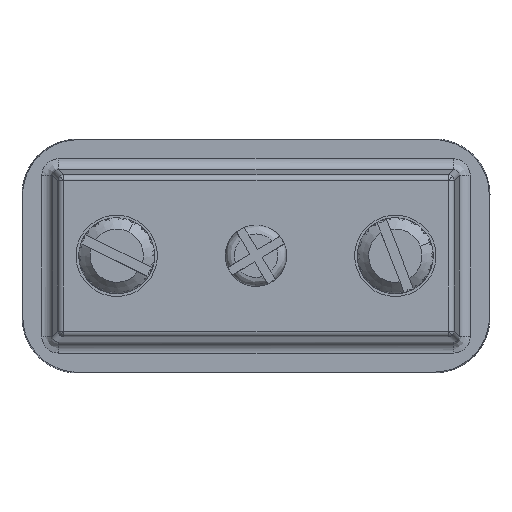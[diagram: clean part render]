
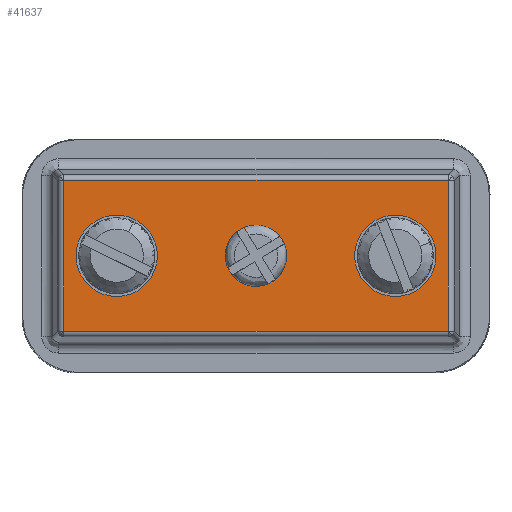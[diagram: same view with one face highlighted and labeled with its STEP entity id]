
A CAD part, top view. The second image highlights one B-rep face of the part: STEP entity #41637.
In plain terms, the highlighted planar face has unit normal (0, 0, 1).
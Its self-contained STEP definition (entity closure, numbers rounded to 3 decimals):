
#1472 = CARTESIAN_POINT ( 'NONE',  ( 2.377, 2.402, 7.5 ) ) ;
#2961 = DIRECTION ( 'NONE',  ( 1., 0., 0. ) ) ;
#3016 = CARTESIAN_POINT ( 'NONE',  ( 9.15, 19.675, 7.5 ) ) ;
#3045 = VERTEX_POINT ( 'NONE', #35756 ) ;
#3259 = EDGE_CURVE ( 'NONE', #36167, #33335, #43310, .T. ) ;
#4708 = VERTEX_POINT ( 'NONE', #11763 ) ;
#5086 = EDGE_LOOP ( 'NONE', ( #17039, #47541 ) ) ;
#6740 = EDGE_CURVE ( 'NONE', #4708, #8580, #45104, .T. ) ;
#6797 = DIRECTION ( 'NONE',  ( 1., 0., 0. ) ) ;
#6968 = DIRECTION ( 'NONE',  ( -1., 0., 0. ) ) ;
#7040 = DIRECTION ( 'NONE',  ( 0., 0., -1. ) ) ;
#7050 = FACE_BOUND ( 'NONE', #24599, .T. ) ;
#7688 = CARTESIAN_POINT ( 'NONE',  ( 2.377, 36.948, 7.5 ) ) ;
#7845 = CIRCLE ( 'NONE', #47217, 3.65 ) ;
#8580 = VERTEX_POINT ( 'NONE', #42103 ) ;
#8644 = AXIS2_PLACEMENT_3D ( 'NONE', #32886, #21061, #14039 ) ;
#8717 = CIRCLE ( 'NONE', #17180, 3.65 ) ;
#9922 = DIRECTION ( 'NONE',  ( 0., 0., -1. ) ) ;
#10578 = EDGE_CURVE ( 'NONE', #8580, #4708, #22238, .T. ) ;
#11763 = CARTESIAN_POINT ( 'NONE',  ( 5.5, 32.175, 7.5 ) ) ;
#12525 = DIRECTION ( 'NONE',  ( 1., 0., 0. ) ) ;
#13162 = CARTESIAN_POINT ( 'NONE',  ( 9.15, 19.675, 7.5 ) ) ;
#13296 = DIRECTION ( 'NONE',  ( 1., 0., 0. ) ) ;
#14039 = DIRECTION ( 'NONE',  ( 1., 0., 0. ) ) ;
#14666 = CIRCLE ( 'NONE', #23182, 2.5 ) ;
#14784 = VECTOR ( 'NONE', #41666, 1000. ) ;
#15562 = LINE ( 'NONE', #42368, #14784 ) ;
#15722 = EDGE_CURVE ( 'NONE', #41012, #45518, #46574, .T. ) ;
#16680 = DIRECTION ( 'NONE',  ( 0., 0., -1. ) ) ;
#16970 = EDGE_LOOP ( 'NONE', ( #42852, #21363 ) ) ;
#17039 = ORIENTED_EDGE ( 'NONE', *, *, #10578, .T. ) ;
#17180 = AXIS2_PLACEMENT_3D ( 'NONE', #25393, #7040, #2961 ) ;
#17231 = DIRECTION ( 'NONE',  ( 0., 0., -1. ) ) ;
#17429 = FACE_BOUND ( 'NONE', #16970, .T. ) ;
#17823 = CARTESIAN_POINT ( 'NONE',  ( 15.923, 36.948, 7.5 ) ) ;
#17876 = EDGE_CURVE ( 'NONE', #3045, #37869, #7845, .T. ) ;
#18029 = DIRECTION ( 'NONE',  ( 0., -1., 0. ) ) ;
#18065 = CARTESIAN_POINT ( 'NONE',  ( 0., 36.948, 7.5 ) ) ;
#18935 = CARTESIAN_POINT ( 'NONE',  ( 0., 2.402, 7.5 ) ) ;
#20302 = ORIENTED_EDGE ( 'NONE', *, *, #39555, .T. ) ;
#21061 = DIRECTION ( 'NONE',  ( 0., 0., 1. ) ) ;
#21363 = ORIENTED_EDGE ( 'NONE', *, *, #17876, .T. ) ;
#22238 = CIRCLE ( 'NONE', #26887, 3.65 ) ;
#22570 = CARTESIAN_POINT ( 'NONE',  ( 12.8, 7.175, 7.5 ) ) ;
#23182 = AXIS2_PLACEMENT_3D ( 'NONE', #3016, #17231, #28360 ) ;
#23997 = EDGE_LOOP ( 'NONE', ( #40176, #32156, #36775, #44378 ) ) ;
#24246 = AXIS2_PLACEMENT_3D ( 'NONE', #27345, #9922, #6797 ) ;
#24599 = EDGE_LOOP ( 'NONE', ( #20302, #29891 ) ) ;
#24773 = AXIS2_PLACEMENT_3D ( 'NONE', #13162, #31768, #38799 ) ;
#24831 = CARTESIAN_POINT ( 'NONE',  ( 11.65, 19.675, 7.5 ) ) ;
#25321 = LINE ( 'NONE', #18065, #29533 ) ;
#25393 = CARTESIAN_POINT ( 'NONE',  ( 9.15, 7.175, 7.5 ) ) ;
#25827 = CARTESIAN_POINT ( 'NONE',  ( 6.65, 19.675, 7.5 ) ) ;
#26007 = CARTESIAN_POINT ( 'NONE',  ( 15.923, 2.402, 7.5 ) ) ;
#26430 = DIRECTION ( 'NONE',  ( 1., 0., 0. ) ) ;
#26887 = AXIS2_PLACEMENT_3D ( 'NONE', #46421, #16680, #13296 ) ;
#27345 = CARTESIAN_POINT ( 'NONE',  ( 9.15, 32.175, 7.5 ) ) ;
#28360 = DIRECTION ( 'NONE',  ( 1., 0., 0. ) ) ;
#29264 = FACE_OUTER_BOUND ( 'NONE', #23997, .T. ) ;
#29533 = VECTOR ( 'NONE', #6968, 1000. ) ;
#29891 = ORIENTED_EDGE ( 'NONE', *, *, #3259, .T. ) ;
#30879 = CARTESIAN_POINT ( 'NONE',  ( 9.15, 7.175, 7.5 ) ) ;
#31539 = EDGE_CURVE ( 'NONE', #37869, #3045, #8717, .T. ) ;
#31768 = DIRECTION ( 'NONE',  ( 0., 0., -1. ) ) ;
#32156 = ORIENTED_EDGE ( 'NONE', *, *, #45757, .T. ) ;
#32886 = CARTESIAN_POINT ( 'NONE',  ( 0., 0., 7.5 ) ) ;
#33123 = FACE_BOUND ( 'NONE', #5086, .T. ) ;
#33335 = VERTEX_POINT ( 'NONE', #24831 ) ;
#35669 = EDGE_CURVE ( 'NONE', #45518, #36476, #37556, .T. ) ;
#35756 = CARTESIAN_POINT ( 'NONE',  ( 5.5, 7.175, 7.5 ) ) ;
#36167 = VERTEX_POINT ( 'NONE', #25827 ) ;
#36476 = VERTEX_POINT ( 'NONE', #26007 ) ;
#36759 = PLANE ( 'NONE',  #8644 ) ;
#36775 = ORIENTED_EDGE ( 'NONE', *, *, #15722, .T. ) ;
#37556 = LINE ( 'NONE', #18935, #47017 ) ;
#37869 = VERTEX_POINT ( 'NONE', #22570 ) ;
#38799 = DIRECTION ( 'NONE',  ( 1., 0., 0. ) ) ;
#39555 = EDGE_CURVE ( 'NONE', #33335, #36167, #14666, .T. ) ;
#40176 = ORIENTED_EDGE ( 'NONE', *, *, #42347, .T. ) ;
#40987 = CARTESIAN_POINT ( 'NONE',  ( 2.377, 0., 7.5 ) ) ;
#41012 = VERTEX_POINT ( 'NONE', #7688 ) ;
#41637 = ADVANCED_FACE ( 'NONE', ( #7050, #17429, #33123, #29264 ), #36759, .T. ) ;
#41666 = DIRECTION ( 'NONE',  ( 0., 1., 0. ) ) ;
#42103 = CARTESIAN_POINT ( 'NONE',  ( 12.8, 32.175, 7.5 ) ) ;
#42347 = EDGE_CURVE ( 'NONE', #36476, #45731, #15562, .T. ) ;
#42368 = CARTESIAN_POINT ( 'NONE',  ( 15.923, 0., 7.5 ) ) ;
#42852 = ORIENTED_EDGE ( 'NONE', *, *, #31539, .T. ) ;
#43310 = CIRCLE ( 'NONE', #24773, 2.5 ) ;
#44378 = ORIENTED_EDGE ( 'NONE', *, *, #35669, .T. ) ;
#45004 = VECTOR ( 'NONE', #18029, 1000. ) ;
#45104 = CIRCLE ( 'NONE', #24246, 3.65 ) ;
#45518 = VERTEX_POINT ( 'NONE', #1472 ) ;
#45633 = DIRECTION ( 'NONE',  ( 0., 0., -1. ) ) ;
#45731 = VERTEX_POINT ( 'NONE', #17823 ) ;
#45757 = EDGE_CURVE ( 'NONE', #45731, #41012, #25321, .T. ) ;
#46421 = CARTESIAN_POINT ( 'NONE',  ( 9.15, 32.175, 7.5 ) ) ;
#46574 = LINE ( 'NONE', #40987, #45004 ) ;
#47017 = VECTOR ( 'NONE', #26430, 1000. ) ;
#47217 = AXIS2_PLACEMENT_3D ( 'NONE', #30879, #45633, #12525 ) ;
#47541 = ORIENTED_EDGE ( 'NONE', *, *, #6740, .T. ) ;
